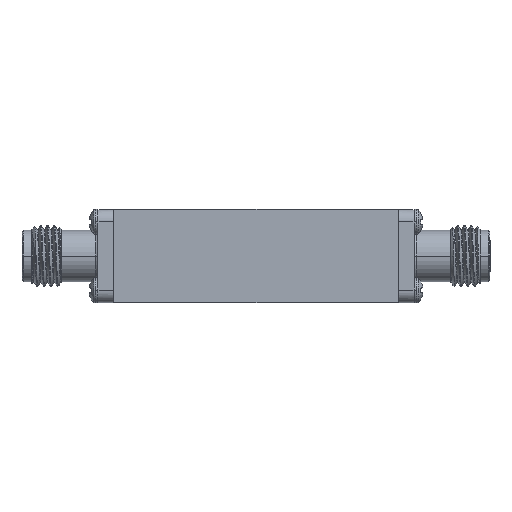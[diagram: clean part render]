
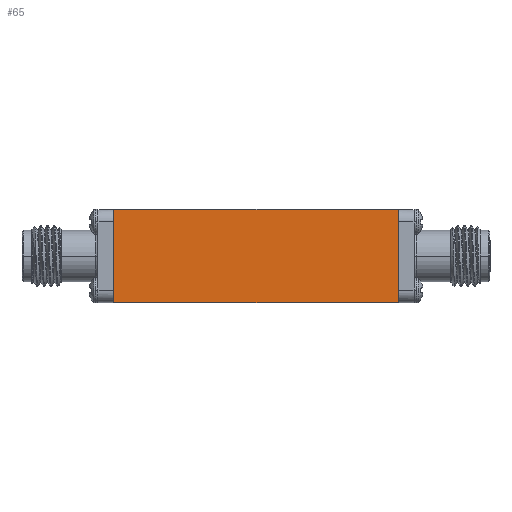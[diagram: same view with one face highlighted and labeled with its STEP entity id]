
A CAD part, front view. The second image highlights one B-rep face of the part: STEP entity #65.
In plain terms, the highlighted planar face has unit normal (0, -1, 0).
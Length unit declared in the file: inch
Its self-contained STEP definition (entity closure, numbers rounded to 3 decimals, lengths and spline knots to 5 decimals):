
#65 = ADVANCED_FACE ( 'NONE', ( #35182 ), #4204, .F. ) ;
#1674 = VERTEX_POINT ( 'NONE', #14378 ) ;
#3791 = VERTEX_POINT ( 'NONE', #45217 ) ;
#4074 = VECTOR ( 'NONE', #7750, 39.37008 ) ;
#4204 = PLANE ( 'NONE',  #53128 ) ;
#6989 = CARTESIAN_POINT ( 'NONE',  ( -0.58, -0.275, -0.19 ) ) ;
#7321 = EDGE_CURVE ( 'NONE', #26855, #3791, #39757, .T. ) ;
#7750 = DIRECTION ( 'NONE',  ( 1., 0., 0. ) ) ;
#10845 = EDGE_CURVE ( 'NONE', #52019, #3791, #25290, .T. ) ;
#11636 = ORIENTED_EDGE ( 'NONE', *, *, #10845, .F. ) ;
#14378 = CARTESIAN_POINT ( 'NONE',  ( -0.58, -0.275, 0.19 ) ) ;
#16849 = CARTESIAN_POINT ( 'NONE',  ( 0.58, -0.275, 0.19 ) ) ;
#20246 = DIRECTION ( 'NONE',  ( 0., 0., -1. ) ) ;
#20959 = VECTOR ( 'NONE', #44823, 39.37008 ) ;
#22761 = CARTESIAN_POINT ( 'NONE',  ( 0.58, -0.275, 0.19 ) ) ;
#22771 = CARTESIAN_POINT ( 'NONE',  ( -0.58, -0.275, 0.19 ) ) ;
#25290 = LINE ( 'NONE', #16849, #58046 ) ;
#26855 = VERTEX_POINT ( 'NONE', #43604 ) ;
#26981 = LINE ( 'NONE', #56746, #55588 ) ;
#29788 = EDGE_LOOP ( 'NONE', ( #50002, #11636, #57484, #42463 ) ) ;
#31313 = CARTESIAN_POINT ( 'NONE',  ( -0.58, -0.275, 0.19 ) ) ;
#35182 = FACE_OUTER_BOUND ( 'NONE', #29788, .T. ) ;
#36658 = EDGE_CURVE ( 'NONE', #1674, #26855, #26981, .T. ) ;
#39757 = LINE ( 'NONE', #6989, #4074 ) ;
#40915 = DIRECTION ( 'NONE',  ( 0., 0., 1. ) ) ;
#41290 = DIRECTION ( 'NONE',  ( 0., 1., 0. ) ) ;
#41677 = EDGE_CURVE ( 'NONE', #1674, #52019, #42307, .T. ) ;
#42307 = LINE ( 'NONE', #31313, #20959 ) ;
#42463 = ORIENTED_EDGE ( 'NONE', *, *, #36658, .T. ) ;
#43604 = CARTESIAN_POINT ( 'NONE',  ( -0.58, -0.275, -0.19 ) ) ;
#44494 = DIRECTION ( 'NONE',  ( 0., 0., -1. ) ) ;
#44823 = DIRECTION ( 'NONE',  ( 1., 0., 0. ) ) ;
#45217 = CARTESIAN_POINT ( 'NONE',  ( 0.58, -0.275, -0.19 ) ) ;
#50002 = ORIENTED_EDGE ( 'NONE', *, *, #7321, .T. ) ;
#52019 = VERTEX_POINT ( 'NONE', #22761 ) ;
#53128 = AXIS2_PLACEMENT_3D ( 'NONE', #22771, #41290, #40915 ) ;
#55588 = VECTOR ( 'NONE', #20246, 39.37008 ) ;
#56746 = CARTESIAN_POINT ( 'NONE',  ( -0.58, -0.275, 0.19 ) ) ;
#57484 = ORIENTED_EDGE ( 'NONE', *, *, #41677, .F. ) ;
#58046 = VECTOR ( 'NONE', #44494, 39.37008 ) ;
